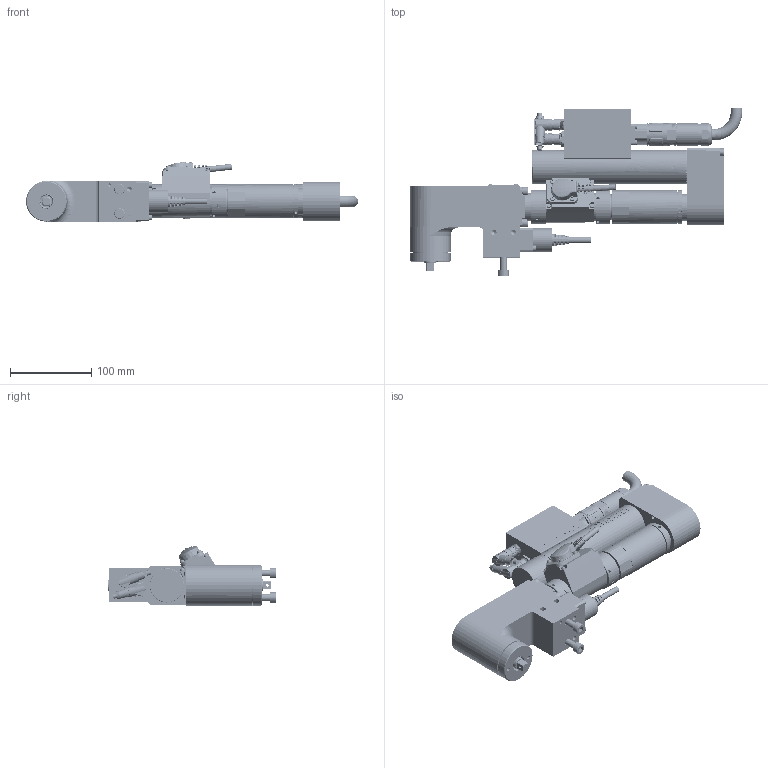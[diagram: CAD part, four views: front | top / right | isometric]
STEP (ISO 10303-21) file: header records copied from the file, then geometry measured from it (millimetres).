
FILE_DESCRIPTION(/* description */ (''),/* implementation_level */ '2;1');
FILE_NAME(/* name */ '1BDU53T2A-A_IAM_001.iam.step',/* time_stamp */ '2021-07-23T07:26:08+02:00',/* author */ ('cideon'),/* organization */ (''),/* preprocessor_version */ 'ST-DEVELOPER v17.2',/* originating_system */ 'Autodesk Inventor 2019',/* authorisation */ '');
FILE_SCHEMA (('AUTOMOTIVE_DESIGN { 1 0 10303 214 3 1 1 }'));
Length unit declared in the file: centimetre
Products named in the file (1): Bauteil2
Bounding box: 408.27 x 207.15 x 73 mm (x, y, z)
Volume: 1138730.9 mm3; surface area: 317922.9 mm2
Topology: 4 solids, 4 shells, 5331 faces, 14886 edges, 9872 vertices
Faces by surface type: plane 2992, cylinder 1408, cone 346, bspline 302, torus 266, sphere 17
Full cylindrical faces by diameter (mm): 0.434 x4, 0.6 x22, 1.3 x2, 1.5 x2, 1.83 x4, 2.1 x4, 2.5 x9, 2.8 x4, 3 x4, 3.2 x5, 3.3 x4, 3.4 x4, 3.5 x9, 4 x18, 4.02 x2, 4.2 x2, 4.3 x4, 4.5 x9, 5 x15, 5.1 x1, 5.2 x1, 5.5 x14, 5.6 x4, 5.9 x2, 6 x13, 6.3 x2, 6.6 x3, 6.8 x4, 7 x2, 7.2 x4
Entity records: 231395 total; most frequent: CARTESIAN_POINT 91055, ORIENTED_EDGE 29702, DIRECTION 27625, EDGE_CURVE 14851, AXIS2_PLACEMENT_3D 10109, VERTEX_POINT 9872, LINE 7407, VECTOR 7407
